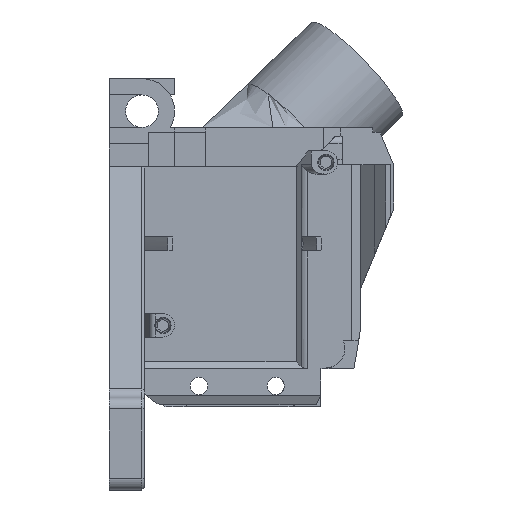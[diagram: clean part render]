
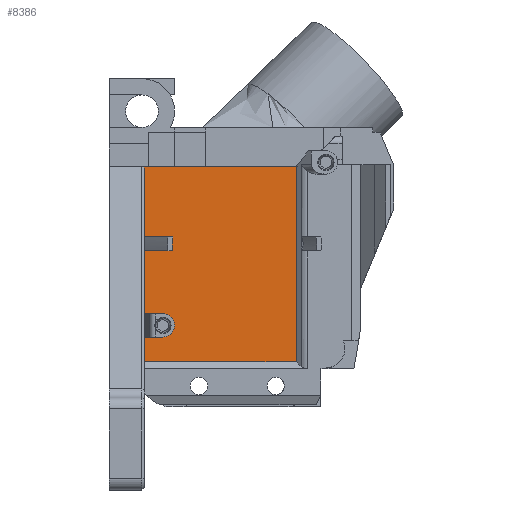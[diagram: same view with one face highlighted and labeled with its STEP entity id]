
A CAD part, left-side view. The second image highlights one B-rep face of the part: STEP entity #8386.
In plain terms, the highlighted planar face has unit normal (-1, 0, 0).
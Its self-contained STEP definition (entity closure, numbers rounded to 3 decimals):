
#152=FACE_BOUND('',#1284,.T.);
#382=PLANE('',#9091);
#809=FACE_OUTER_BOUND('',#1283,.T.);
#1283=EDGE_LOOP('',(#7527,#7528,#7529,#7530,#7531,#7532,#7533,#7534,#7535,
#7536,#7537));
#1284=EDGE_LOOP('',(#7538,#7539,#7540,#7541));
#1571=CIRCLE('',#8976,15.5);
#1572=CIRCLE('',#8979,21.5);
#1574=CIRCLE('',#8981,21.5);
#1575=CIRCLE('',#8983,2.5);
#2308=LINE('',#16174,#3139);
#2309=LINE('',#16178,#3140);
#2312=LINE('',#16189,#3143);
#2316=LINE('',#16209,#3147);
#2318=LINE('',#16213,#3149);
#2320=LINE('',#16216,#3151);
#2321=LINE('',#16218,#3152);
#2322=LINE('',#16220,#3153);
#2444=LINE('',#16522,#3275);
#2445=LINE('',#16525,#3276);
#2446=LINE('',#16526,#3277);
#3139=VECTOR('',#10780,10.);
#3140=VECTOR('',#10783,10.);
#3143=VECTOR('',#10792,10.);
#3147=VECTOR('',#10810,10.);
#3149=VECTOR('',#10814,10.);
#3151=VECTOR('',#10818,10.);
#3152=VECTOR('',#10821,10.);
#3153=VECTOR('',#10822,10.);
#3275=VECTOR('',#11150,10.);
#3276=VECTOR('',#11153,10.);
#3277=VECTOR('',#11154,10.);
#4026=VERTEX_POINT('',#16170);
#4027=VERTEX_POINT('',#16172);
#4028=VERTEX_POINT('',#16176);
#4029=VERTEX_POINT('',#16177);
#4030=VERTEX_POINT('',#16184);
#4031=VERTEX_POINT('',#16188);
#4032=VERTEX_POINT('',#16194);
#4034=VERTEX_POINT('',#16198);
#4035=VERTEX_POINT('',#16202);
#4036=VERTEX_POINT('',#16203);
#4037=VERTEX_POINT('',#16208);
#4038=VERTEX_POINT('',#16212);
#4039=VERTEX_POINT('',#16219);
#4110=VERTEX_POINT('',#16520);
#4111=VERTEX_POINT('',#16524);
#5118=EDGE_CURVE('',#4027,#4026,#2308,.T.);
#5119=EDGE_CURVE('',#4028,#4029,#2309,.T.);
#5122=EDGE_CURVE('',#4030,#4028,#1571,.T.);
#5124=EDGE_CURVE('',#4031,#4030,#2312,.T.);
#5126=EDGE_CURVE('',#4032,#4031,#1572,.T.);
#5129=EDGE_CURVE('',#4029,#4034,#1574,.T.);
#5130=EDGE_CURVE('',#4035,#4036,#1575,.T.);
#5133=EDGE_CURVE('',#4037,#4035,#2316,.T.);
#5135=EDGE_CURVE('',#4038,#4037,#2318,.T.);
#5137=EDGE_CURVE('',#4038,#4036,#2320,.T.);
#5138=EDGE_CURVE('',#4026,#4034,#2321,.T.);
#5139=EDGE_CURVE('',#4032,#4039,#2322,.T.);
#5291=EDGE_CURVE('',#4027,#4110,#2444,.T.);
#5292=EDGE_CURVE('',#4111,#4110,#2445,.T.);
#5293=EDGE_CURVE('',#4111,#4039,#2446,.T.);
#7527=ORIENTED_EDGE('',*,*,#5139,.F.);
#7528=ORIENTED_EDGE('',*,*,#5126,.T.);
#7529=ORIENTED_EDGE('',*,*,#5124,.T.);
#7530=ORIENTED_EDGE('',*,*,#5122,.T.);
#7531=ORIENTED_EDGE('',*,*,#5119,.T.);
#7532=ORIENTED_EDGE('',*,*,#5129,.T.);
#7533=ORIENTED_EDGE('',*,*,#5138,.F.);
#7534=ORIENTED_EDGE('',*,*,#5118,.F.);
#7535=ORIENTED_EDGE('',*,*,#5291,.T.);
#7536=ORIENTED_EDGE('',*,*,#5292,.F.);
#7537=ORIENTED_EDGE('',*,*,#5293,.T.);
#7538=ORIENTED_EDGE('',*,*,#5137,.F.);
#7539=ORIENTED_EDGE('',*,*,#5135,.T.);
#7540=ORIENTED_EDGE('',*,*,#5133,.T.);
#7541=ORIENTED_EDGE('',*,*,#5130,.T.);
#8386=ADVANCED_FACE('',(#809,#152),#382,.T.);
#8976=AXIS2_PLACEMENT_3D('',#16185,#10787,#10788);
#8979=AXIS2_PLACEMENT_3D('',#16195,#10795,#10796);
#8981=AXIS2_PLACEMENT_3D('',#16200,#10800,#10801);
#8983=AXIS2_PLACEMENT_3D('',#16204,#10804,#10805);
#9091=AXIS2_PLACEMENT_3D('',#16523,#11151,#11152);
#10780=DIRECTION('',(0.,1.,0.));
#10783=DIRECTION('',(0.,1.,0.));
#10787=DIRECTION('center_axis',(-1.,0.,0.));
#10788=DIRECTION('ref_axis',(0.,-1.,0.));
#10792=DIRECTION('',(0.,-1.,0.));
#10795=DIRECTION('center_axis',(1.,0.,0.));
#10796=DIRECTION('ref_axis',(0.,1.,0.));
#10800=DIRECTION('center_axis',(1.,0.,0.));
#10801=DIRECTION('ref_axis',(0.,1.,0.));
#10804=DIRECTION('center_axis',(1.,0.,0.));
#10805=DIRECTION('ref_axis',(0.,-1.,0.));
#10810=DIRECTION('',(0.,-1.,0.));
#10814=DIRECTION('',(0.,0.,1.));
#10818=DIRECTION('',(0.,-1.,0.));
#10821=DIRECTION('',(0.,0.,1.));
#10822=DIRECTION('',(0.,0.,1.));
#11150=DIRECTION('',(0.,0.,1.));
#11151=DIRECTION('center_axis',(-1.,0.,0.));
#11152=DIRECTION('ref_axis',(0.,-1.,0.));
#11153=DIRECTION('',(0.,-1.,0.));
#11154=DIRECTION('',(0.,-0.267,-0.964));
#16170=CARTESIAN_POINT('',(-67.4,20.,31.133));
#16172=CARTESIAN_POINT('',(-67.4,-12.603,31.133));
#16174=CARTESIAN_POINT('',(-67.4,-11.216,31.133));
#16176=CARTESIAN_POINT('',(-67.4,13.927,54.922));
#16177=CARTESIAN_POINT('',(-67.4,19.948,54.922));
#16178=CARTESIAN_POINT('',(-67.4,1.214,54.922));
#16184=CARTESIAN_POINT('',(-67.4,13.927,57.922));
#16185=CARTESIAN_POINT('Origin',(-67.4,-1.5,56.422));
#16188=CARTESIAN_POINT('',(-67.4,19.948,57.922));
#16189=CARTESIAN_POINT('',(-67.4,1.716,57.922));
#16194=CARTESIAN_POINT('',(-67.4,20.,56.423));
#16195=CARTESIAN_POINT('Origin',(-67.4,-1.5,56.422));
#16198=CARTESIAN_POINT('',(-67.4,20.,56.422));
#16200=CARTESIAN_POINT('Origin',(-67.4,-1.5,56.422));
#16202=CARTESIAN_POINT('',(-67.4,15.751,41.41));
#16203=CARTESIAN_POINT('',(-67.4,16.,36.422));
#16204=CARTESIAN_POINT('Origin',(-67.4,16.,38.922));
#16208=CARTESIAN_POINT('',(-67.4,19.9,41.41));
#16209=CARTESIAN_POINT('',(-67.4,-1.968,41.41));
#16212=CARTESIAN_POINT('',(-67.4,19.9,36.422));
#16213=CARTESIAN_POINT('',(-67.4,19.9,56.875));
#16216=CARTESIAN_POINT('',(-67.4,3.5,36.422));
#16218=CARTESIAN_POINT('',(-67.4,20.,59.545));
#16219=CARTESIAN_POINT('',(-67.4,20.,72.722));
#16220=CARTESIAN_POINT('',(-67.4,20.,59.545));
#16520=CARTESIAN_POINT('',(-67.4,-12.603,73.023));
#16522=CARTESIAN_POINT('',(-67.4,-12.603,47.291));
#16523=CARTESIAN_POINT('Origin',(-67.4,-11.5,52.828));
#16524=CARTESIAN_POINT('',(-67.4,20.084,73.023));
#16525=CARTESIAN_POINT('',(-67.4,4.25,73.023));
#16526=CARTESIAN_POINT('',(-67.4,14.582,53.204));
